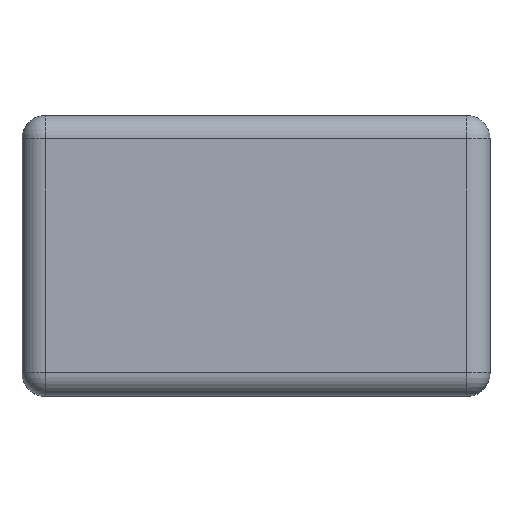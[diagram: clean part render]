
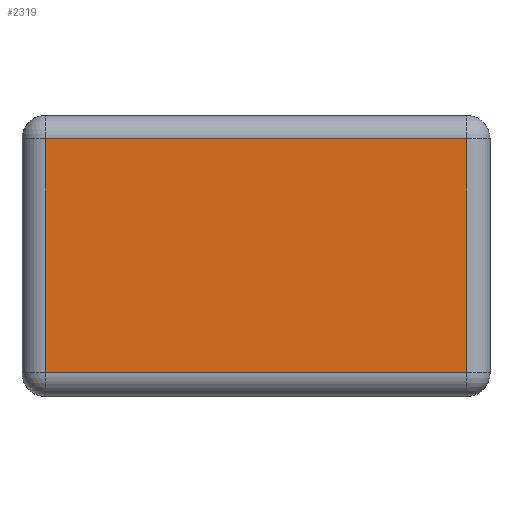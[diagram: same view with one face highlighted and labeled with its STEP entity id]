
A CAD part, top view. The second image highlights one B-rep face of the part: STEP entity #2319.
In plain terms, the highlighted planar face has unit normal (0, 0, 1).
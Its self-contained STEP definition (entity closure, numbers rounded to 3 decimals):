
#163 = DIRECTION ( 'NONE',  ( -1., 0., 0. ) ) ;
#264 = VERTEX_POINT ( 'NONE', #5634 ) ;
#304 = ORIENTED_EDGE ( 'NONE', *, *, #2490, .T. ) ;
#318 = VECTOR ( 'NONE', #1929, 1000. ) ;
#375 = ORIENTED_EDGE ( 'NONE', *, *, #1065, .T. ) ;
#666 = EDGE_CURVE ( 'NONE', #1400, #264, #2245, .T. ) ;
#845 = CARTESIAN_POINT ( 'NONE',  ( 0., -0.25, 0.14 ) ) ;
#1065 = EDGE_CURVE ( 'NONE', #2390, #1400, #1212, .T. ) ;
#1166 = DIRECTION ( 'NONE',  ( -1., 0., 0. ) ) ;
#1212 = LINE ( 'NONE', #845, #4418 ) ;
#1400 = VERTEX_POINT ( 'NONE', #4670 ) ;
#1487 = ORIENTED_EDGE ( 'NONE', *, *, #666, .T. ) ;
#1904 = CARTESIAN_POINT ( 'NONE',  ( -0.45, 0., 0.14 ) ) ;
#1920 = EDGE_LOOP ( 'NONE', ( #4216, #375, #1487, #304 ) ) ;
#1929 = DIRECTION ( 'NONE',  ( 0., -1., 0. ) ) ;
#2052 = CARTESIAN_POINT ( 'NONE',  ( 0., 0.25, 0.14 ) ) ;
#2093 = VECTOR ( 'NONE', #4124, 1000. ) ;
#2245 = LINE ( 'NONE', #2371, #2093 ) ;
#2319 = ADVANCED_FACE ( 'NONE', ( #5597 ), #3629, .F. ) ;
#2371 = CARTESIAN_POINT ( 'NONE',  ( 0.45, 0., 0.14 ) ) ;
#2390 = VERTEX_POINT ( 'NONE', #5022 ) ;
#2490 = EDGE_CURVE ( 'NONE', #264, #3842, #4000, .T. ) ;
#2779 = DIRECTION ( 'NONE',  ( 0., 0., -1. ) ) ;
#3137 = EDGE_CURVE ( 'NONE', #3842, #2390, #4968, .T. ) ;
#3597 = CARTESIAN_POINT ( 'NONE',  ( -0.45, 0.25, 0.14 ) ) ;
#3629 = PLANE ( 'NONE',  #5284 ) ;
#3837 = VECTOR ( 'NONE', #1166, 1000. ) ;
#3842 = VERTEX_POINT ( 'NONE', #3597 ) ;
#4000 = LINE ( 'NONE', #2052, #3837 ) ;
#4124 = DIRECTION ( 'NONE',  ( 0., 1., 0. ) ) ;
#4216 = ORIENTED_EDGE ( 'NONE', *, *, #3137, .T. ) ;
#4330 = DIRECTION ( 'NONE',  ( 1., 0., 0. ) ) ;
#4418 = VECTOR ( 'NONE', #4330, 1000. ) ;
#4670 = CARTESIAN_POINT ( 'NONE',  ( 0.45, -0.25, 0.14 ) ) ;
#4968 = LINE ( 'NONE', #1904, #318 ) ;
#5022 = CARTESIAN_POINT ( 'NONE',  ( -0.45, -0.25, 0.14 ) ) ;
#5284 = AXIS2_PLACEMENT_3D ( 'NONE', #5365, #2779, #163 ) ;
#5365 = CARTESIAN_POINT ( 'NONE',  ( 0., 0., 0.14 ) ) ;
#5597 = FACE_OUTER_BOUND ( 'NONE', #1920, .T. ) ;
#5634 = CARTESIAN_POINT ( 'NONE',  ( 0.45, 0.25, 0.14 ) ) ;
